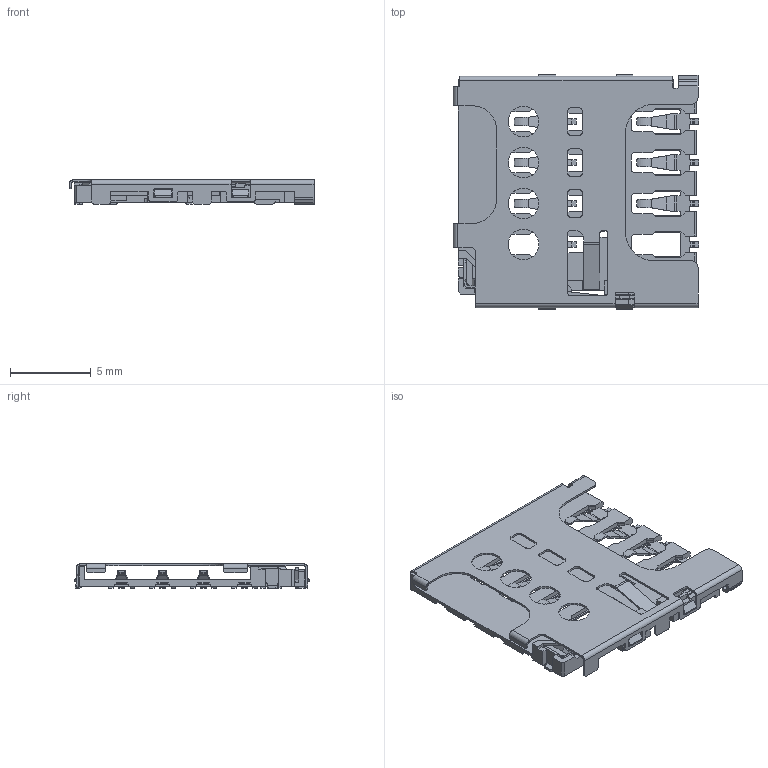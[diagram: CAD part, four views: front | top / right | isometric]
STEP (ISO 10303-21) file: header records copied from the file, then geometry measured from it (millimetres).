
FILE_DESCRIPTION(/* description */ (''),/* implementation_level */ '2;1');
FILE_NAME(/* name */ '1.stp',/* time_stamp */ '2019-05-17T15:42:21+02:00',/* author */ ('Karim'),/* organization */ (''),/* preprocessor_version */ 'ST-DEVELOPER v15.6',/* originating_system */ 'Autodesk Inventor 2015',/* authorisation */ '');
FILE_SCHEMA (('AUTOMOTIVE_DESIGN { 1 0 10303 214 3 1 1 }'));
Length unit declared in the file: millimetre
Products named in the file (10): 1; 2; 3; 4; 5; 6; 7; 8; 9
Bounding box: 15.22 x 14.53 x 1.52 mm (x, y, z)
Volume: 88.7 mm3; surface area: 824.8 mm2
Topology: 29 solids, 29 shells, 1205 faces, 3399 edges, 2252 vertices
Faces by surface type: plane 936, cylinder 269
Full cylindrical faces by diameter (mm): 1.9 x4
Entity records: 39058 total; most frequent: CARTESIAN_POINT 7087, ORIENTED_EDGE 6790, DIRECTION 6355, EDGE_CURVE 3395, LINE 2835, VECTOR 2835, VERTEX_POINT 2252, AXIS2_PLACEMENT_3D 1760
